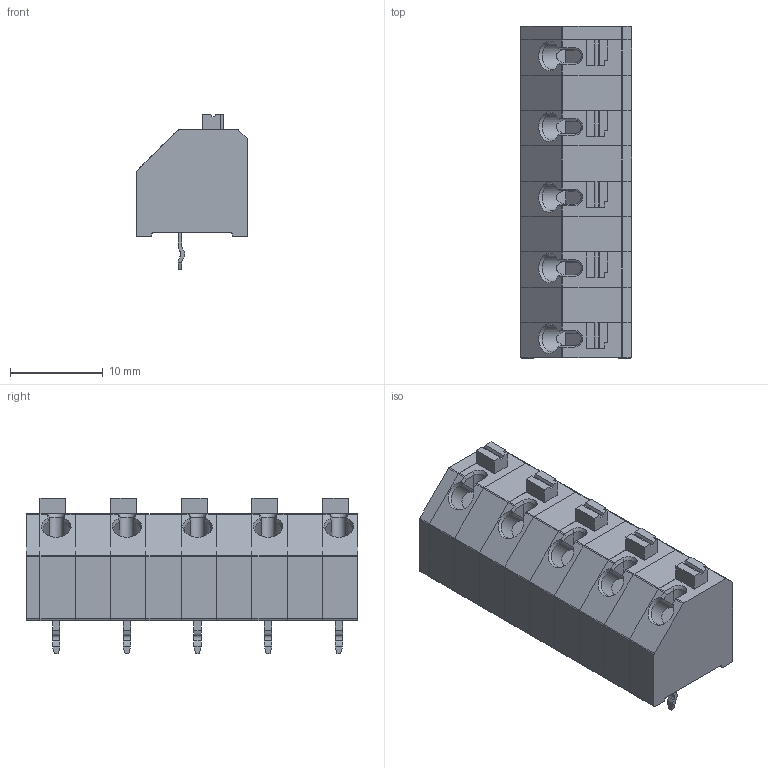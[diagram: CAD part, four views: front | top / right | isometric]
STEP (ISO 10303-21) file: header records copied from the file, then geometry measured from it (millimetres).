
FILE_DESCRIPTION( ( 'Unknown' ), '1' );
FILE_NAME( '691418420005.stp', 'Unknown', ( 'Unknown' ), ( 'Unknown' ), 'PSStep 18.0.17', 'Unknown', ' ' );
FILE_SCHEMA( ( 'AUTOMOTIVE_DESIGN { 1 0 10303 214 1 1 1 1 }' ) );
Length unit declared in the file: millimetre
Products named in the file (11): Assem1; 6914184200xx_SX1; 691418420005_x; 691418420005
Assembly tree (10 placements, depth 2):
  Assem1
    6914184200xx_SX1
    691418420005_x
    691418420005_x
    691418420005_x
    691418420005_x
    691418420005_x
    691418420005
    691418420005
    691418420005
    691418420005
Bounding box: 12 x 35.79 x 16.8 mm (x, y, z)
Volume: 4339.3 mm3; surface area: 4362.2 mm2
Topology: 10 solids, 10 shells, 645 faces, 1795 edges, 1189 vertices
Faces by surface type: plane 463, cylinder 167, cone 15
Entity records: 25993 total; most frequent: CARTESIAN_POINT 3751, ORIENTED_EDGE 3576, DIRECTION 3499, EDGE_CURVE 1788, LINE 1369, VECTOR 1369, VERTEX_POINT 1187, AXIS2_PLACEMENT_3D 1065
